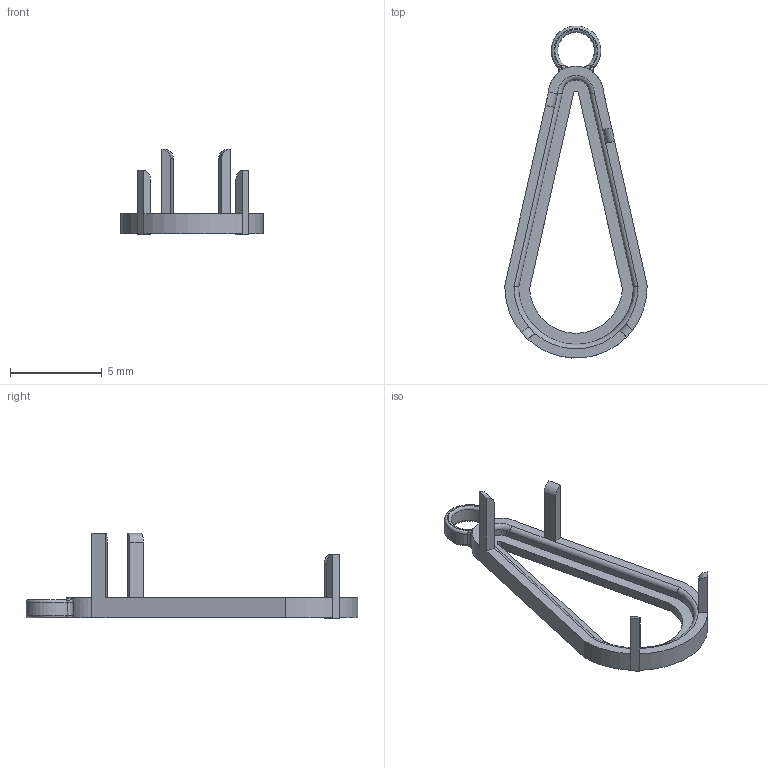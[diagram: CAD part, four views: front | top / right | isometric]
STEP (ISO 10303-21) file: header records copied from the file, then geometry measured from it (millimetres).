
FILE_DESCRIPTION(/* description */ (''),/* implementation_level */ '2;1');
FILE_NAME(/* name */ 'Opal_EarringHolder v8.step',/* time_stamp */ '2021-04-09T10:22:59-07:00',/* author */ (''),/* organization */ (''),/* preprocessor_version */ 'ST-DEVELOPER v18.1',/* originating_system */ 'Autodesk Translation Framework v10.6.0.1341',/* authorisation */ '');
FILE_SCHEMA (('AUTOMOTIVE_DESIGN { 1 0 10303 214 3 1 1 }'));
Length unit declared in the file: millimetre
Products named in the file (1): Opal_EarringHolder
Bounding box: 7.75 x 18.06 x 4.64 mm (x, y, z)
Volume: 44.6 mm3; surface area: 206.1 mm2
Topology: 1 solids, 1 shells, 75 faces, 189 edges, 115 vertices
Faces by surface type: plane 33, cylinder 22, bspline 12, torus 8
Entity records: 2665 total; most frequent: CARTESIAN_POINT 878, ORIENTED_EDGE 378, DIRECTION 345, EDGE_CURVE 189, AXIS2_PLACEMENT_3D 124, VERTEX_POINT 115, LINE 97, VECTOR 97
